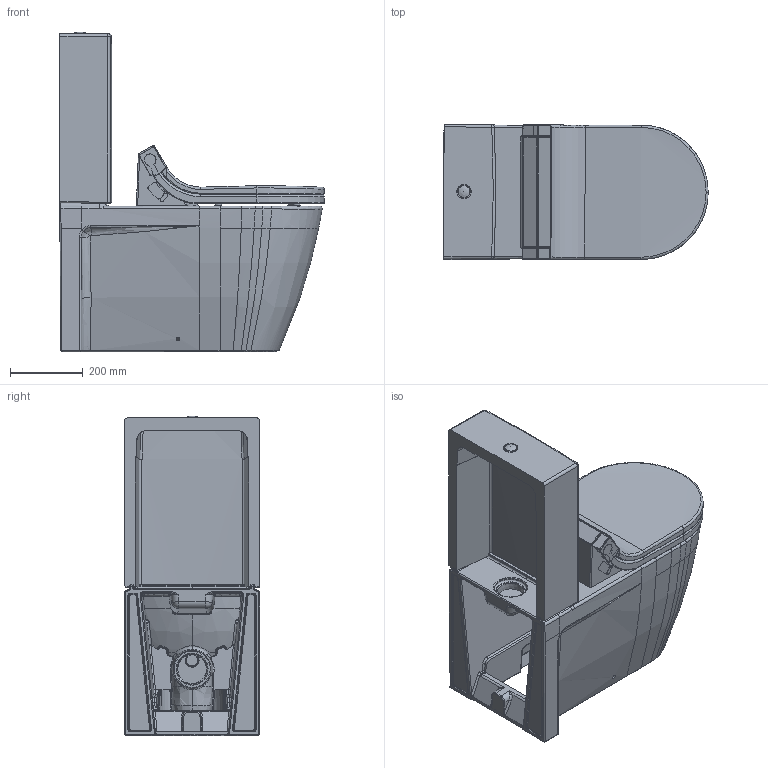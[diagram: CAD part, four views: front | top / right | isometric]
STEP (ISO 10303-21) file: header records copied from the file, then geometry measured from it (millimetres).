
FILE_DESCRIPTION((''),'2;1');
FILE_NAME('212959_610001.stp','2012-04-13T22:17:50',('Administrator'),(''),'Autodesk Inventor 2011','Autodesk Inventor 2011','');
FILE_SCHEMA(('CONFIG_CONTROL_DESIGN'));
Length unit declared in the file: millimetre
Products named in the file (18): 212959_610001; 212959; 093300; Taster SPK; 610001; F2030-1001_CASE-ASSY_ASM; 1F215-00-01_DECORATIVE-COVER; 1F219-00-01_SEAT-LID; F22030-1001_SEAT-MODULE_ASM; 1F221-A0-01_TOP-CASE; 1F218-B0-01_SEAT-BUFFER; 1F216-B0-01_INFRARED-FILTER; 103227_BUTTON-MEMBRANE; 1F214-A0-01_HINGE-COVER; 1F214-B0-01_HINGE-COVER; 1F218-A0-01_LID-BUFFER; RC-FILTER-NEW; 1F220-00-01_BODY-CASEn
Assembly tree (23 placements, depth 5):
  212959_610001
    212959
    093300
    Taster SPK
    610001
      F2030-1001_CASE-ASSY_ASM
        1F215-00-01_DECORATIVE-COVER
        1F219-00-01_SEAT-LID
        F22030-1001_SEAT-MODULE_ASM
          1F221-A0-01_TOP-CASE
          1F218-B0-01_SEAT-BUFFER  x4
        1F216-B0-01_INFRARED-FILTER
        103227_BUTTON-MEMBRANE
        1F214-A0-01_HINGE-COVER
        1F214-B0-01_HINGE-COVER
        1F218-A0-01_LID-BUFFER  x4
        RC-FILTER-NEW
        1F220-00-01_BODY-CASEn
Bounding box: 726.05 x 371.2 x 878.23 mm (x, y, z)
Volume: 50529549.5 mm3; surface area: 3597305.3 mm2
Topology: 20 solids, 20 shells, 1460 faces, 3589 edges, 2138 vertices
Faces by surface type: bspline 821, cylinder 258, plane 249, torus 62, sphere 40, cone 30
Full cylindrical faces by diameter (mm): 10 x2, 15.2 x8, 17 x2, 40 x3, 103.4 x1
Entity records: 149408 total; most frequent: CARTESIAN_POINT 119509, ORIENTED_EDGE 6794, DIRECTION 4476, EDGE_CURVE 3397, VERTEX_POINT 2059, AXIS2_PLACEMENT_3D 1822, EDGE_LOOP 1460, FACE_OUTER_BOUND 1403
